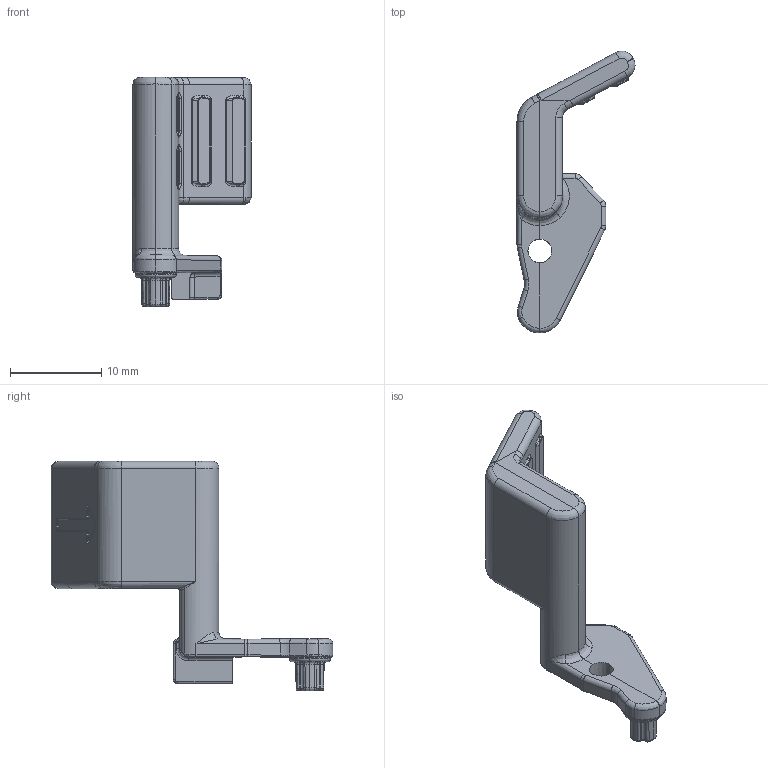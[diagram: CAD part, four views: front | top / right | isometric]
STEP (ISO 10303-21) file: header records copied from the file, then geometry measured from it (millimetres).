
FILE_DESCRIPTION (( 'STEP AP214' ), '1' );
FILE_NAME ('1844_034_rev_04.STEP', '2014-09-17T18:35:43', ( '' ), ( '' ), 'SwSTEP 2.0', 'SolidWorks 2013', '' );
FILE_SCHEMA (( 'AUTOMOTIVE_DESIGN' ));
Length unit declared in the file: millimetre
Products named in the file (1): 1844_034_rev_04
Bounding box: 12.95 x 30.88 x 25.2 mm (x, y, z)
Volume: 1490.5 mm3; surface area: 1555.9 mm2
Topology: 1 solids, 1 shells, 770 faces, 1898 edges, 1157 vertices
Faces by surface type: bspline 315, plane 238, cylinder 187, sphere 18, cone 12
Entity records: 30555 total; most frequent: CARTESIAN_POINT 15057, ORIENTED_EDGE 3786, DIRECTION 2476, EDGE_CURVE 1893, VERTEX_POINT 1157, VECTOR 854, LINE 854, AXIS2_PLACEMENT_3D 811
